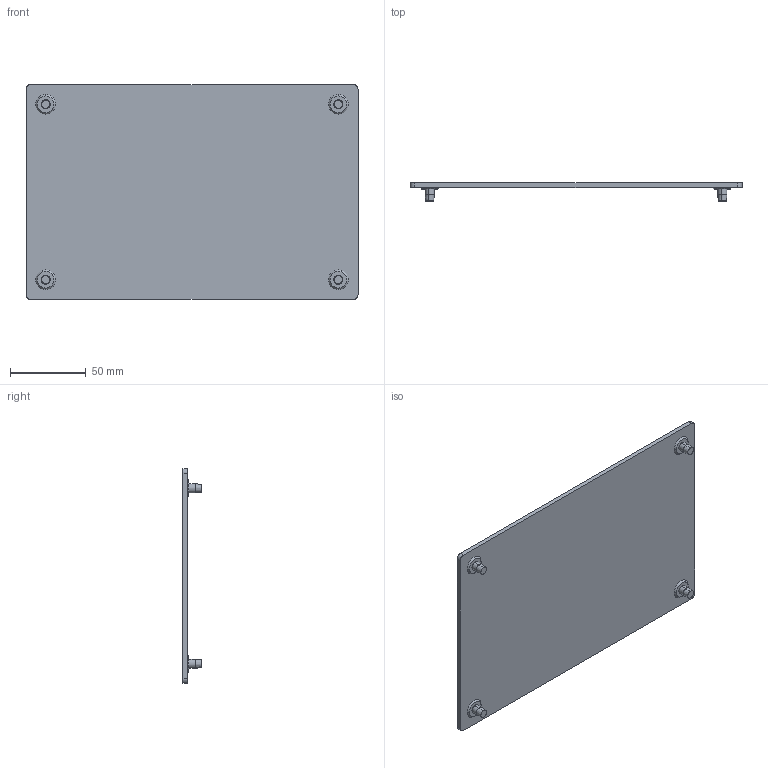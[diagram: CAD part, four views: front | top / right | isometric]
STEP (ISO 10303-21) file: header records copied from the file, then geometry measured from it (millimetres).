
FILE_DESCRIPTION(('STEP AP214'),'1');
FILE_NAME('cctmp_75F9FE3D-8D95-4592-8638-4E49B8A9C7A7_2024_11_29_08_08_48_0873..stp','2024-11-29T07:08:48',('SIEMENS A&D'),('CADClick - www.CADClick.com'),'Spatial InterOp 3D',' ','unknown authorization');
FILE_SCHEMA(('AUTOMOTIVE_DESIGN'));
Length unit declared in the file: millimetre
Products named in the file (1): 2024_11_29_08_08_48_0851
Bounding box: 219.5 x 12 x 142 mm (x, y, z)
Volume: 94660.8 mm3; surface area: 65476.6 mm2
Topology: 1 solids, 1 shells, 166 faces, 424 edges, 280 vertices
Faces by surface type: cylinder 108, cone 32, plane 26
Entity records: 6528 total; most frequent: DIRECTION 1030, CARTESIAN_POINT 871, ORIENTED_EDGE 848, AXIS2_PLACEMENT_3D 439, EDGE_CURVE 424, VERTEX_POINT 280, CIRCLE 272, EDGE_LOOP 186
